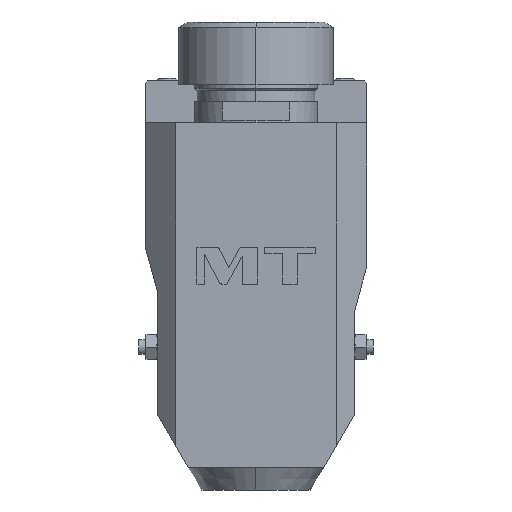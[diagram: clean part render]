
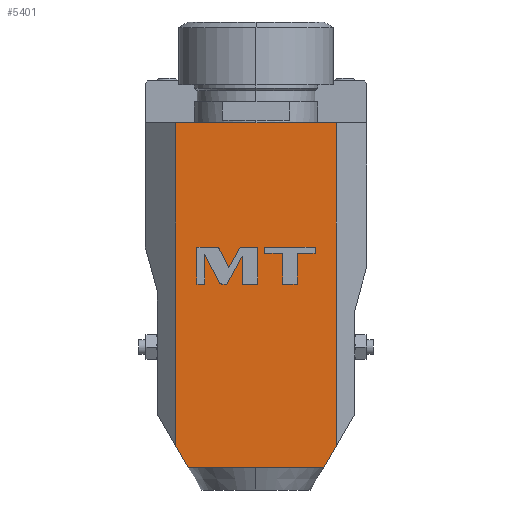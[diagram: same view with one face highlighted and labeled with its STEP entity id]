
A CAD part, left-side view. The second image highlights one B-rep face of the part: STEP entity #5401.
In plain terms, the highlighted planar face has unit normal (-1, 0, 0).
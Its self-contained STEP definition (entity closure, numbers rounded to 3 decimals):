
#388=DIRECTION('',(0.,1.,0.));
#389=VECTOR('',#388,0.196);
#390=CARTESIAN_POINT('',(-142.5,-32.696,-103.));
#391=LINE('',#390,#389);
#456=DIRECTION('',(0.,1.,0.));
#457=VECTOR('',#456,0.196);
#458=CARTESIAN_POINT('',(-142.5,32.5,-103.));
#459=LINE('',#458,#457);
#464=DIRECTION('',(0.,0.,1.));
#465=VECTOR('',#464,131.);
#466=CARTESIAN_POINT('',(-142.5,-32.5,-103.));
#467=LINE('',#466,#465);
#468=DIRECTION('',(0.,0.5,-0.866));
#469=VECTOR('',#468,10.392);
#470=CARTESIAN_POINT('',(-142.5,-32.696,-103.));
#471=LINE('',#470,#469);
#472=DIRECTION('',(0.,-0.5,-0.866));
#473=VECTOR('',#472,10.392);
#474=CARTESIAN_POINT('',(-142.5,32.696,-103.));
#475=LINE('',#474,#473);
#476=DIRECTION('',(0.,0.,1.));
#477=VECTOR('',#476,131.);
#478=CARTESIAN_POINT('',(-142.5,32.5,-103.));
#479=LINE('',#478,#477);
#480=DIRECTION('',(0.,1.,0.));
#481=VECTOR('',#480,65.);
#482=CARTESIAN_POINT('',(-142.5,-32.5,28.));
#483=LINE('',#482,#481);
#484=CARTESIAN_POINT('',(-142.5,14.827,-23.477));
#485=CARTESIAN_POINT('',(-142.5,15.139,-22.874));
#486=CARTESIAN_POINT('',(-142.5,15.754,-22.5));
#487=CARTESIAN_POINT('',(-142.5,16.432,-22.5));
#489=DIRECTION('',(0.,1.,0.));
#490=VECTOR('',#489,7.541);
#491=CARTESIAN_POINT('',(-142.5,16.432,-22.5));
#492=LINE('',#491,#490);
#493=DIRECTION('',(0.,0.,-1.));
#494=VECTOR('',#493,15.);
#495=CARTESIAN_POINT('',(-142.5,23.973,-22.5));
#496=LINE('',#495,#494);
#497=DIRECTION('',(0.,-1.,0.));
#498=VECTOR('',#497,3.12);
#499=CARTESIAN_POINT('',(-142.5,23.973,-37.5));
#500=LINE('',#499,#498);
#501=DIRECTION('',(0.,0.,1.));
#502=VECTOR('',#501,12.152);
#503=CARTESIAN_POINT('',(-142.5,20.853,-37.5));
#504=LINE('',#503,#502);
#505=DIRECTION('',(0.,-0.459,-0.888));
#506=VECTOR('',#505,12.58);
#507=CARTESIAN_POINT('',(-142.5,20.853,-25.348));
#508=LINE('',#507,#506);
#509=CARTESIAN_POINT('',(-142.5,15.075,-36.523));
#510=CARTESIAN_POINT('',(-142.5,14.763,-37.126));
#511=CARTESIAN_POINT('',(-142.5,14.147,-37.5));
#512=CARTESIAN_POINT('',(-142.5,13.469,-37.5));
#514=DIRECTION('',(0.,-1.,0.));
#515=VECTOR('',#514,1.565);
#516=CARTESIAN_POINT('',(-142.5,13.469,-37.5));
#517=LINE('',#516,#515);
#518=DIRECTION('',(0.,-0.481,0.877));
#519=VECTOR('',#518,13.015);
#520=CARTESIAN_POINT('',(-142.5,11.904,-37.5));
#521=LINE('',#520,#519);
#522=DIRECTION('',(0.,0.,-1.));
#523=VECTOR('',#522,11.409);
#524=CARTESIAN_POINT('',(-142.5,5.641,-26.091));
#525=LINE('',#524,#523);
#526=DIRECTION('',(0.,-1.,0.));
#527=VECTOR('',#526,6.312);
#528=CARTESIAN_POINT('',(-142.5,5.641,-37.5));
#529=LINE('',#528,#527);
#530=DIRECTION('',(0.,0.,1.));
#531=VECTOR('',#530,15.);
#532=CARTESIAN_POINT('',(-142.5,-0.671,-37.5));
#533=LINE('',#532,#531);
#534=DIRECTION('',(0.,1.,0.));
#535=VECTOR('',#534,7.116);
#536=CARTESIAN_POINT('',(-142.5,-0.671,-22.5));
#537=LINE('',#536,#535);
#538=DIRECTION('',(0.,0.481,-0.877));
#539=VECTOR('',#538,9.511);
#540=CARTESIAN_POINT('',(-142.5,6.445,-22.5));
#541=LINE('',#540,#539);
#542=DIRECTION('',(0.,0.459,0.888));
#543=VECTOR('',#542,8.286);
#544=CARTESIAN_POINT('',(-142.5,11.022,-30.837));
#545=LINE('',#544,#543);
#546=DIRECTION('',(0.,0.,-1.));
#547=VECTOR('',#546,12.446);
#548=CARTESIAN_POINT('',(-142.5,-10.759,-25.054));
#549=LINE('',#548,#547);
#550=DIRECTION('',(0.,-1.,0.));
#551=VECTOR('',#550,5.942);
#552=CARTESIAN_POINT('',(-142.5,-10.759,-37.5));
#553=LINE('',#552,#551);
#554=DIRECTION('',(0.,0.,1.));
#555=VECTOR('',#554,12.446);
#556=CARTESIAN_POINT('',(-142.5,-16.701,-37.5));
#557=LINE('',#556,#555);
#558=DIRECTION('',(0.,-1.,0.));
#559=VECTOR('',#558,7.272);
#560=CARTESIAN_POINT('',(-142.5,-16.701,-25.054));
#561=LINE('',#560,#559);
#562=DIRECTION('',(0.,0.,1.));
#563=VECTOR('',#562,2.554);
#564=CARTESIAN_POINT('',(-142.5,-23.973,-25.054));
#565=LINE('',#564,#563);
#566=DIRECTION('',(0.,1.,0.));
#567=VECTOR('',#566,20.486);
#568=CARTESIAN_POINT('',(-142.5,-23.973,-22.5));
#569=LINE('',#568,#567);
#570=DIRECTION('',(0.,0.,-1.));
#571=VECTOR('',#570,2.554);
#572=CARTESIAN_POINT('',(-142.5,-3.487,-22.5));
#573=LINE('',#572,#571);
#574=DIRECTION('',(0.,-1.,0.));
#575=VECTOR('',#574,7.272);
#576=CARTESIAN_POINT('',(-142.5,-3.487,-25.054));
#577=LINE('',#576,#575);
#586=DIRECTION('',(0.,1.,0.));
#587=VECTOR('',#586,55.);
#588=CARTESIAN_POINT('',(-142.5,-27.5,-112.));
#589=LINE('',#588,#587);
#4316=CARTESIAN_POINT('',(-142.5,-32.5,28.));
#4317=VERTEX_POINT('',#4316);
#4318=CARTESIAN_POINT('',(-142.5,32.5,28.));
#4319=VERTEX_POINT('',#4318);
#4568=CARTESIAN_POINT('',(-142.5,-32.696,-103.));
#4569=CARTESIAN_POINT('',(-142.5,-27.5,-112.));
#4570=VERTEX_POINT('',#4568);
#4571=VERTEX_POINT('',#4569);
#4572=CARTESIAN_POINT('',(-142.5,32.696,-103.));
#4573=CARTESIAN_POINT('',(-142.5,27.5,-112.));
#4574=VERTEX_POINT('',#4572);
#4575=VERTEX_POINT('',#4573);
#4592=CARTESIAN_POINT('',(-142.5,-32.5,-103.));
#4594=VERTEX_POINT('',#4592);
#4596=CARTESIAN_POINT('',(-142.5,32.5,-103.));
#4598=VERTEX_POINT('',#4596);
#4695=CARTESIAN_POINT('',(-142.5,14.827,-23.477));
#4696=VERTEX_POINT('',#4695);
#4697=CARTESIAN_POINT('',(-142.5,16.432,-22.5));
#4698=VERTEX_POINT('',#4697);
#4699=CARTESIAN_POINT('',(-142.5,23.973,-22.5));
#4700=VERTEX_POINT('',#4699);
#4701=CARTESIAN_POINT('',(-142.5,23.973,-37.5));
#4702=VERTEX_POINT('',#4701);
#4703=CARTESIAN_POINT('',(-142.5,20.853,-37.5));
#4704=VERTEX_POINT('',#4703);
#4705=CARTESIAN_POINT('',(-142.5,20.853,-25.348));
#4706=VERTEX_POINT('',#4705);
#4707=CARTESIAN_POINT('',(-142.5,15.075,-36.523));
#4708=VERTEX_POINT('',#4707);
#4709=CARTESIAN_POINT('',(-142.5,13.469,-37.5));
#4710=VERTEX_POINT('',#4709);
#4711=CARTESIAN_POINT('',(-142.5,11.904,-37.5));
#4712=VERTEX_POINT('',#4711);
#4713=CARTESIAN_POINT('',(-142.5,5.641,-26.091));
#4714=VERTEX_POINT('',#4713);
#4715=CARTESIAN_POINT('',(-142.5,5.641,-37.5));
#4716=VERTEX_POINT('',#4715);
#4717=CARTESIAN_POINT('',(-142.5,-0.671,-37.5));
#4718=VERTEX_POINT('',#4717);
#4719=CARTESIAN_POINT('',(-142.5,-0.671,-22.5));
#4720=VERTEX_POINT('',#4719);
#4721=CARTESIAN_POINT('',(-142.5,6.445,-22.5));
#4722=VERTEX_POINT('',#4721);
#4723=CARTESIAN_POINT('',(-142.5,11.022,-30.837));
#4724=VERTEX_POINT('',#4723);
#4725=CARTESIAN_POINT('',(-142.5,-10.759,-25.054));
#4726=VERTEX_POINT('',#4725);
#4727=CARTESIAN_POINT('',(-142.5,-10.759,-37.5));
#4728=VERTEX_POINT('',#4727);
#4729=CARTESIAN_POINT('',(-142.5,-16.701,-37.5));
#4730=VERTEX_POINT('',#4729);
#4731=CARTESIAN_POINT('',(-142.5,-16.701,-25.054));
#4732=VERTEX_POINT('',#4731);
#4733=CARTESIAN_POINT('',(-142.5,-23.973,-25.054));
#4734=VERTEX_POINT('',#4733);
#4735=CARTESIAN_POINT('',(-142.5,-23.973,-22.5));
#4736=VERTEX_POINT('',#4735);
#4737=CARTESIAN_POINT('',(-142.5,-3.487,-22.5));
#4738=VERTEX_POINT('',#4737);
#4739=CARTESIAN_POINT('',(-142.5,-3.487,-25.054));
#4740=VERTEX_POINT('',#4739);
#5334=CARTESIAN_POINT('',(-142.5,0.,0.));
#5335=DIRECTION('',(1.,0.,0.));
#5336=DIRECTION('',(0.,1.,0.));
#5337=AXIS2_PLACEMENT_3D('',#5334,#5335,#5336);
#5338=PLANE('',#5337);
#5339=ORIENTED_EDGE('',*,*,#5191,.F.);
#5340=ORIENTED_EDGE('',*,*,#5213,.F.);
#5341=ORIENTED_EDGE('',*,*,#5231,.T.);
#5343=ORIENTED_EDGE('',*,*,#5342,.T.);
#5344=ORIENTED_EDGE('',*,*,#5283,.F.);
#5345=ORIENTED_EDGE('',*,*,#5328,.F.);
#5346=ORIENTED_EDGE('',*,*,#5317,.T.);
#5348=ORIENTED_EDGE('',*,*,#5347,.F.);
#5349=EDGE_LOOP('',(#5339,#5340,#5341,#5343,#5344,#5345,#5346,#5348));
#5350=FACE_OUTER_BOUND('',#5349,.F.);
#5352=ORIENTED_EDGE('',*,*,#5351,.T.);
#5354=ORIENTED_EDGE('',*,*,#5353,.T.);
#5356=ORIENTED_EDGE('',*,*,#5355,.T.);
#5358=ORIENTED_EDGE('',*,*,#5357,.T.);
#5360=ORIENTED_EDGE('',*,*,#5359,.T.);
#5362=ORIENTED_EDGE('',*,*,#5361,.T.);
#5364=ORIENTED_EDGE('',*,*,#5363,.T.);
#5366=ORIENTED_EDGE('',*,*,#5365,.T.);
#5368=ORIENTED_EDGE('',*,*,#5367,.T.);
#5370=ORIENTED_EDGE('',*,*,#5369,.T.);
#5372=ORIENTED_EDGE('',*,*,#5371,.T.);
#5374=ORIENTED_EDGE('',*,*,#5373,.T.);
#5376=ORIENTED_EDGE('',*,*,#5375,.T.);
#5378=ORIENTED_EDGE('',*,*,#5377,.T.);
#5380=ORIENTED_EDGE('',*,*,#5379,.T.);
#5381=EDGE_LOOP('',(#5352,#5354,#5356,#5358,#5360,#5362,#5364,#5366,#5368,#5370,
#5372,#5374,#5376,#5378,#5380));
#5382=FACE_BOUND('',#5381,.F.);
#5384=ORIENTED_EDGE('',*,*,#5383,.T.);
#5386=ORIENTED_EDGE('',*,*,#5385,.T.);
#5388=ORIENTED_EDGE('',*,*,#5387,.T.);
#5390=ORIENTED_EDGE('',*,*,#5389,.T.);
#5392=ORIENTED_EDGE('',*,*,#5391,.T.);
#5394=ORIENTED_EDGE('',*,*,#5393,.T.);
#5396=ORIENTED_EDGE('',*,*,#5395,.T.);
#5398=ORIENTED_EDGE('',*,*,#5397,.T.);
#5399=EDGE_LOOP('',(#5384,#5386,#5388,#5390,#5392,#5394,#5396,#5398));
#5400=FACE_BOUND('',#5399,.F.);
#5401=ADVANCED_FACE('',(#5350,#5382,#5400),#5338,.F.);
#488=B_SPLINE_CURVE_WITH_KNOTS('',3,(#484,#485,#486,#487),.UNSPECIFIED.,.F.,.F.,
(4,4),(0.,1.),.UNSPECIFIED.);
#513=B_SPLINE_CURVE_WITH_KNOTS('',3,(#509,#510,#511,#512),.UNSPECIFIED.,.F.,.F.,
(4,4),(0.,1.),.UNSPECIFIED.);
#5191=EDGE_CURVE('',#4594,#4317,#467,.T.);
#5213=EDGE_CURVE('',#4570,#4594,#391,.T.);
#5231=EDGE_CURVE('',#4570,#4571,#471,.T.);
#5283=EDGE_CURVE('',#4574,#4575,#475,.T.);
#5317=EDGE_CURVE('',#4598,#4319,#479,.T.);
#5328=EDGE_CURVE('',#4598,#4574,#459,.T.);
#5342=EDGE_CURVE('',#4571,#4575,#589,.T.);
#5347=EDGE_CURVE('',#4317,#4319,#483,.T.);
#5351=EDGE_CURVE('',#4696,#4698,#488,.T.);
#5353=EDGE_CURVE('',#4698,#4700,#492,.T.);
#5355=EDGE_CURVE('',#4700,#4702,#496,.T.);
#5357=EDGE_CURVE('',#4702,#4704,#500,.T.);
#5359=EDGE_CURVE('',#4704,#4706,#504,.T.);
#5361=EDGE_CURVE('',#4706,#4708,#508,.T.);
#5363=EDGE_CURVE('',#4708,#4710,#513,.T.);
#5365=EDGE_CURVE('',#4710,#4712,#517,.T.);
#5367=EDGE_CURVE('',#4712,#4714,#521,.T.);
#5369=EDGE_CURVE('',#4714,#4716,#525,.T.);
#5371=EDGE_CURVE('',#4716,#4718,#529,.T.);
#5373=EDGE_CURVE('',#4718,#4720,#533,.T.);
#5375=EDGE_CURVE('',#4720,#4722,#537,.T.);
#5377=EDGE_CURVE('',#4722,#4724,#541,.T.);
#5379=EDGE_CURVE('',#4724,#4696,#545,.T.);
#5383=EDGE_CURVE('',#4726,#4728,#549,.T.);
#5385=EDGE_CURVE('',#4728,#4730,#553,.T.);
#5387=EDGE_CURVE('',#4730,#4732,#557,.T.);
#5389=EDGE_CURVE('',#4732,#4734,#561,.T.);
#5391=EDGE_CURVE('',#4734,#4736,#565,.T.);
#5393=EDGE_CURVE('',#4736,#4738,#569,.T.);
#5395=EDGE_CURVE('',#4738,#4740,#573,.T.);
#5397=EDGE_CURVE('',#4740,#4726,#577,.T.);
